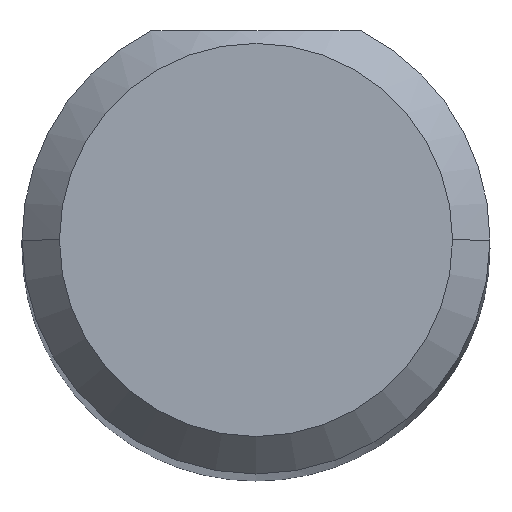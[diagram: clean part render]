
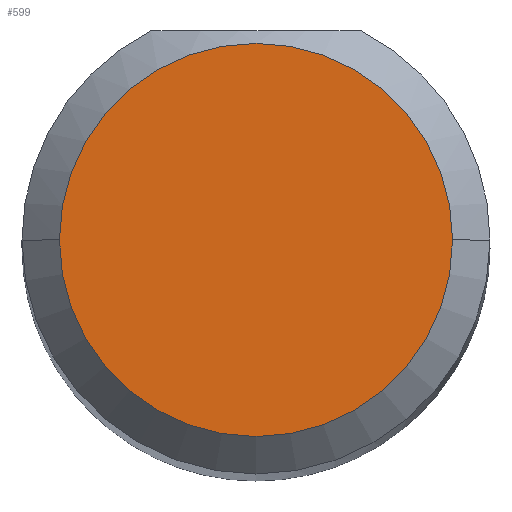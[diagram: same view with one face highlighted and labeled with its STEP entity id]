
A CAD part, top view. The second image highlights one B-rep face of the part: STEP entity #599.
In plain terms, the highlighted planar face has unit normal (0, 0, 1).
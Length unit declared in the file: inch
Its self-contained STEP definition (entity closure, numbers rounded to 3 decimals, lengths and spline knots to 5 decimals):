
#19 = CIRCLE ( 'NONE', #461, 0.07875 ) ;
#23 = DIRECTION ( 'NONE',  ( 0., 0., 1. ) ) ;
#65 = CARTESIAN_POINT ( 'NONE',  ( 0., 0., 2. ) ) ;
#110 = FACE_OUTER_BOUND ( 'NONE', #482, .T. ) ;
#117 = PLANE ( 'NONE',  #551 ) ;
#160 = DIRECTION ( 'NONE',  ( 1., 0., 0. ) ) ;
#190 = AXIS2_PLACEMENT_3D ( 'NONE', #371, #576, #160 ) ;
#198 = CARTESIAN_POINT ( 'NONE',  ( -0.07875, 0., 2. ) ) ;
#256 = CARTESIAN_POINT ( 'NONE',  ( 0.07875, 0., 2. ) ) ;
#315 = DIRECTION ( 'NONE',  ( 0., 0., 1. ) ) ;
#371 = CARTESIAN_POINT ( 'NONE',  ( 0., 0., 2. ) ) ;
#400 = VERTEX_POINT ( 'NONE', #198 ) ;
#425 = CARTESIAN_POINT ( 'NONE',  ( 0., 0., 2. ) ) ;
#455 = VERTEX_POINT ( 'NONE', #256 ) ;
#461 = AXIS2_PLACEMENT_3D ( 'NONE', #65, #23, #626 ) ;
#479 = ORIENTED_EDGE ( 'NONE', *, *, #526, .T. ) ;
#482 = EDGE_LOOP ( 'NONE', ( #519, #479 ) ) ;
#519 = ORIENTED_EDGE ( 'NONE', *, *, #549, .T. ) ;
#526 = EDGE_CURVE ( 'NONE', #455, #400, #638, .T. ) ;
#549 = EDGE_CURVE ( 'NONE', #400, #455, #19, .T. ) ;
#551 = AXIS2_PLACEMENT_3D ( 'NONE', #425, #315, #639 ) ;
#576 = DIRECTION ( 'NONE',  ( 0., 0., 1. ) ) ;
#599 = ADVANCED_FACE ( 'NONE', ( #110 ), #117, .T. ) ;
#626 = DIRECTION ( 'NONE',  ( 1., 0., 0. ) ) ;
#638 = CIRCLE ( 'NONE', #190, 0.07875 ) ;
#639 = DIRECTION ( 'NONE',  ( 1., 0., 0. ) ) ;
